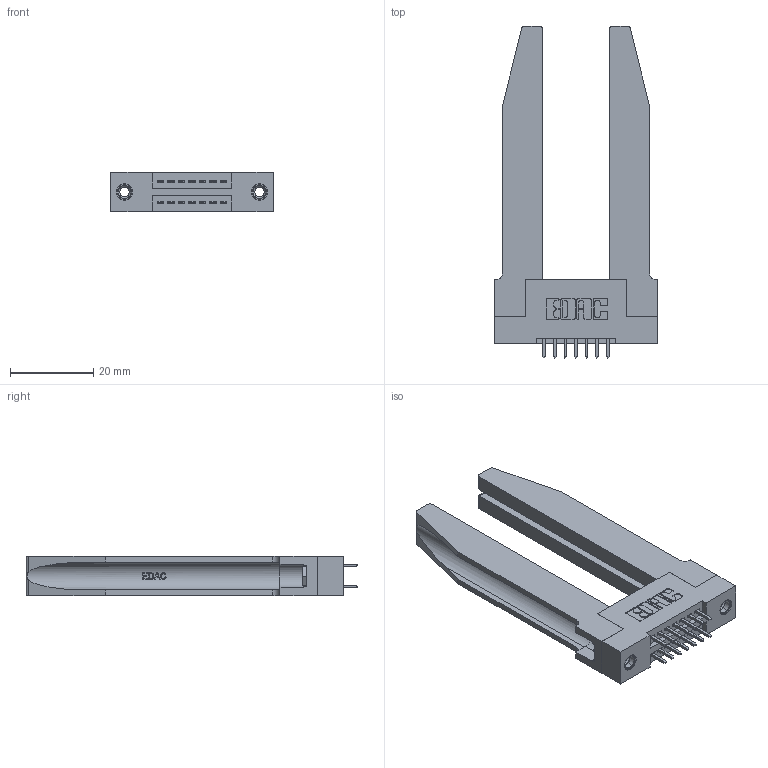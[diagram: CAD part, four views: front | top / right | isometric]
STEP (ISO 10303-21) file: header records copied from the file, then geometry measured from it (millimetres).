
FILE_DESCRIPTION (( 'STEP AP203' ), '1' );
FILE_NAME ('345-014-521-278.STEP', '2019-10-26T17:42:34', ( '' ), ( '' ), 'SwSTEP 2.0', 'SolidWorks 2016', '' );
FILE_SCHEMA (( 'CONFIG_CONTROL_DESIGN' ));
Length unit declared in the file: inch
Products named in the file (5): 345-250-001_345-250-001-102; 345 Part_Flush Mounting Lugs - 0.156 Dia-TH; 345-014-521-278; 345-220-078_345-220-078; 345-292-001_345-293-121
Assembly tree (19 placements, depth 2):
  345-014-521-278
    345 Part_Flush Mounting Lugs - 0.156 Dia-TH
    345-292-001_345-293-121  x14
    345-250-001_345-250-001-102  x2
    345-220-078_345-220-078  x2
Bounding box: 39.01 x 79.68 x 9.4 mm (x, y, z)
Volume: 11229.7 mm3; surface area: 11236.8 mm2
Topology: 19 solids, 19 shells, 1060 faces, 3035 edges, 1994 vertices
Faces by surface type: plane 684, cylinder 324, bspline 36, cone 12, torus 4
Entity records: 14962 total; most frequent: CARTESIAN_POINT 3459, ORIENTED_EDGE 2290, DIRECTION 2087, EDGE_CURVE 1145, VECTOR 891, LINE 891, VERTEX_POINT 756, AXIS2_PLACEMENT_3D 598
